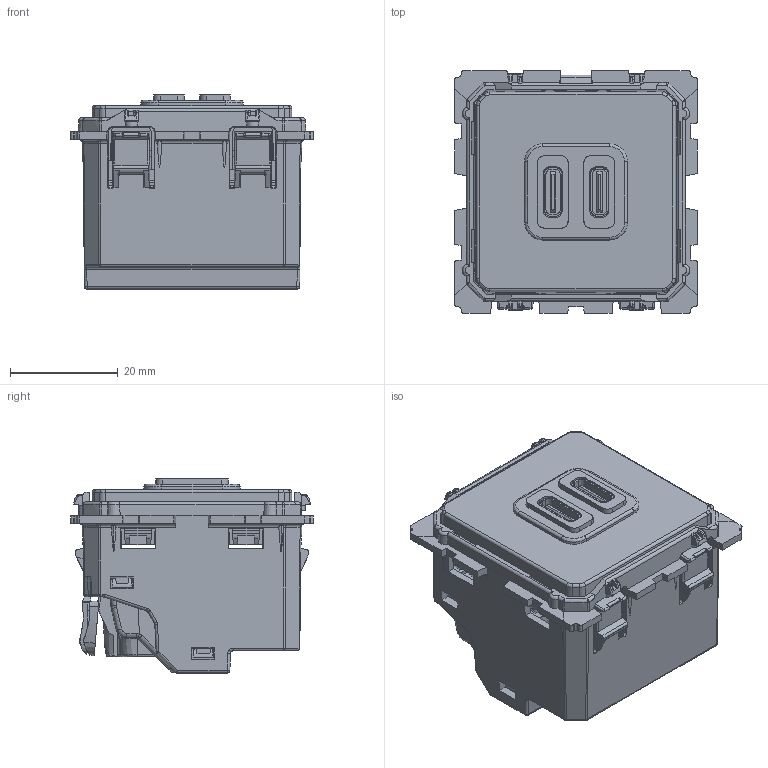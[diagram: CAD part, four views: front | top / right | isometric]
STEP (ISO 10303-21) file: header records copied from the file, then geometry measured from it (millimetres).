
FILE_DESCRIPTION(('CATIA V5 STEP Exchange','CAx-IF Rec.Pracs.--- Model Styling and Organization---1.5--- 2016-08-15','CAx-IF Rec.Pracs.---Supplemental Geometry---1.0---2011-11-01','CAx-IF Rec.Pracs.--- Composite Materials ---1.1---2010-07-15'),'2;1');
FILE_NAME('CM0154_SEUL.stp','2024-02-29T09:11:22+00:00',('none'),('none'),'CATIA Version 5-6 Release 2020 SP5','CATIA V5 STEP AP214 v2','none');
FILE_SCHEMA(('AUTOMOTIVE_DESIGN { 1 0 10303 214 1 1 1 1 }'));
Products named in the file (1): CM0154
Bounding box: 45 x 45 x 35.95 mm (x, y, z)
Volume: 14775.8 mm3; surface area: 23752.6 mm2
Topology: 8 solids, 12 shells, 1939 faces, 5573 edges, 3586 vertices
Faces by surface type: plane 1001, cylinder 466, bspline 348, cone 78, sphere 32, torus 14
Entity records: 76674 total; most frequent: CARTESIAN_POINT 34181, ORIENTED_EDGE 11054, EDGE_CURVE 5527, DIRECTION 5237, VERTEX_POINT 3586, B_SPLINE_CURVE_WITH_KNOTS 2666, VECTOR 2546, LINE 2546
